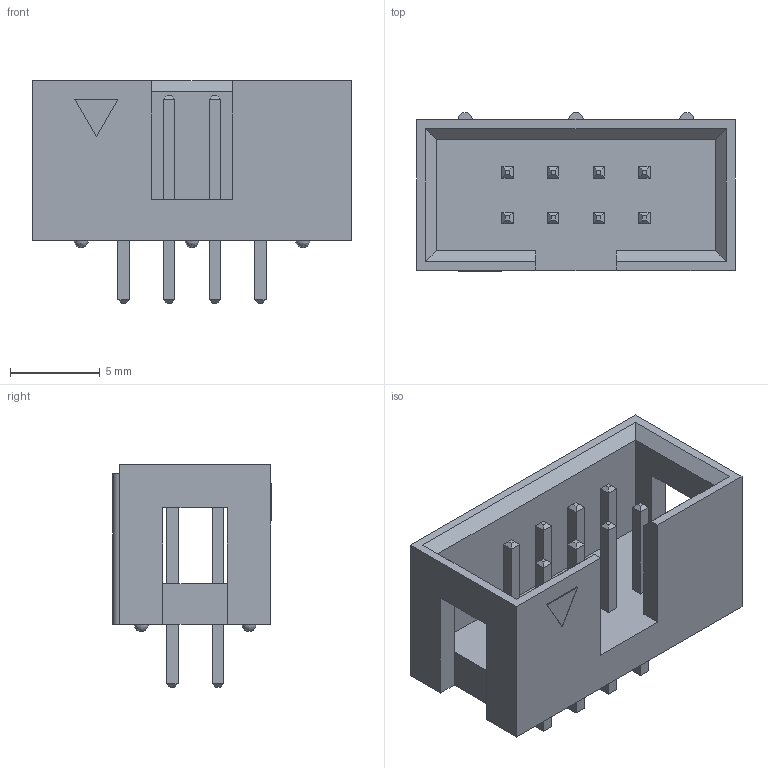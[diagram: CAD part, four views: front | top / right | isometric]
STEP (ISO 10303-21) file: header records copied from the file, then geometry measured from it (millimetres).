
FILE_DESCRIPTION (( 'STEP AP214' ), '1' );
FILE_NAME ('User Library-IDC Socket Male 8pin Straight THT Goldplated 2.54mm.STEP', '2020-09-09T21:30:47', ( '' ), ( '' ), 'SwSTEP 2.0', 'SolidWorks 2020', '' );
FILE_SCHEMA (( 'AUTOMOTIVE_DESIGN' ));
Length unit declared in the file: millimetre
Products named in the file (1): User Library-IDC Socket Male 8pin Straight THT Goldplated 2.54mm
Bounding box: 17.76 x 8.85 x 12.4 mm (x, y, z)
Surface area: 1169.3 mm2 (no closed solid volume)
Topology: 0 solids, 6 shells, 194 faces, 481 edges, 298 vertices
Faces by surface type: plane 184, bspline 6, cylinder 4
Entity records: 7701 total; most frequent: CARTESIAN_POINT 1052, ORIENTED_EDGE 906, DIRECTION 867, EDGE_CURVE 469, VECTOR 449, LINE 449, VERTEX_POINT 298, EDGE_LOOP 217
